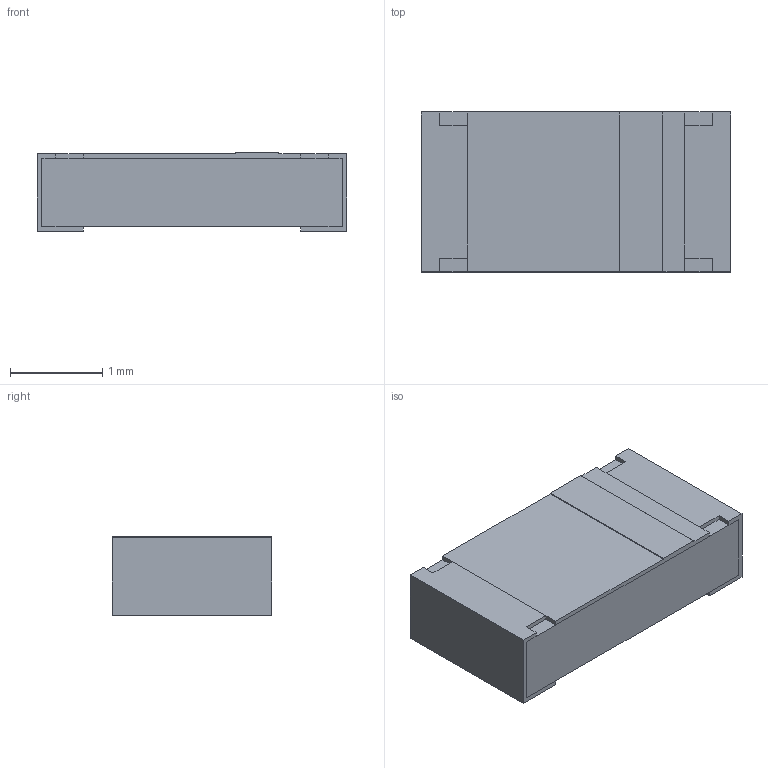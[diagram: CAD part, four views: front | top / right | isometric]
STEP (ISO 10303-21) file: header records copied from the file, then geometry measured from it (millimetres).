
FILE_DESCRIPTION(('FreeCAD Model'),'2;1');
FILE_NAME( 'D_1206.step', '2016-08-08T14:44:08',('Author'),(''), 'Open CASCADE STEP processor 6.8','FreeCAD','Unknown');
FILE_SCHEMA(('AUTOMOTIVE_DESIGN_CC2 { 1 2 10303 214 -1 1 5 4 }'));
Length unit declared in the file: millimetre
Products named in the file (2): ASSEMBLY; D_1206
Assembly tree (1 placements, depth 2):
  ASSEMBLY
    D_1206
Bounding box: 3.35 x 1.73 x 0.85 mm (x, y, z)
Volume: 4.7 mm3; surface area: 20.2 mm2
Topology: 1 solids, 1 shells, 38 faces, 100 edges, 64 vertices
Faces by surface type: plane 38
Entity records: 2738 total; most frequent: CARTESIAN_POINT 404, DIRECTION 380, LINE 300, VECTOR 300, ORIENTED_EDGE 200, PCURVE 200, DEFINITIONAL_REPRESENTATION 200, EDGE_CURVE 100
